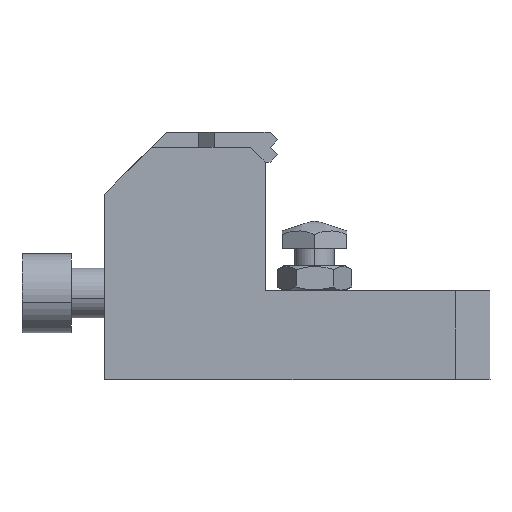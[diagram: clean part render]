
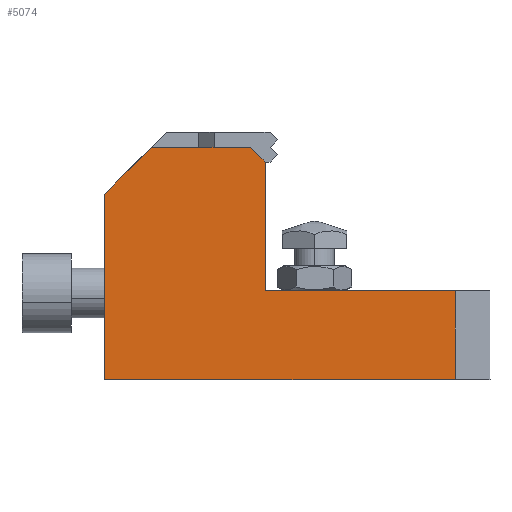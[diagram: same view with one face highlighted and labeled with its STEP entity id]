
A CAD part, front view. The second image highlights one B-rep face of the part: STEP entity #5074.
In plain terms, the highlighted planar face has unit normal (0, -1, 0).
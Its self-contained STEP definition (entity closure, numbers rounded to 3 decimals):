
#17 = VERTEX_POINT ( 'NONE', #3062 ) ;
#164 = DIRECTION ( 'NONE',  ( 0., -1., 0. ) ) ;
#177 = EDGE_CURVE ( 'NONE', #2935, #2360, #4607, .T. ) ;
#374 = DIRECTION ( 'NONE',  ( 0., 0., 1. ) ) ;
#483 = CARTESIAN_POINT ( 'NONE',  ( 9., -12.5, 32.5 ) ) ;
#495 = CARTESIAN_POINT ( 'NONE',  ( -52.5, -12.5, 47. ) ) ;
#754 = DIRECTION ( 'NONE',  ( -0.707, 0., 0.707 ) ) ;
#761 = EDGE_CURVE ( 'NONE', #17, #3420, #2973, .T. ) ;
#805 = CARTESIAN_POINT ( 'NONE',  ( 9., -12.5, 0. ) ) ;
#909 = EDGE_CURVE ( 'NONE', #4366, #2158, #3996, .T. ) ;
#1131 = CARTESIAN_POINT ( 'NONE',  ( -29.5, -12.5, 47. ) ) ;
#1133 = LINE ( 'NONE', #2740, #3361 ) ;
#1210 = VECTOR ( 'NONE', #4575, 1000. ) ;
#1331 = VECTOR ( 'NONE', #374, 1000. ) ;
#1408 = CARTESIAN_POINT ( 'NONE',  ( -29.5, -12.5, 44. ) ) ;
#1411 = DIRECTION ( 'NONE',  ( -1., 0., 0. ) ) ;
#1537 = LINE ( 'NONE', #1131, #1331 ) ;
#1603 = ORIENTED_EDGE ( 'NONE', *, *, #761, .T. ) ;
#1615 = LINE ( 'NONE', #4476, #4052 ) ;
#1702 = ORIENTED_EDGE ( 'NONE', *, *, #1958, .T. ) ;
#1810 = CARTESIAN_POINT ( 'NONE',  ( -52.5, -12.5, 47. ) ) ;
#1850 = EDGE_LOOP ( 'NONE', ( #3500, #1603, #4454, #3464, #2630, #1702, #1872, #4238 ) ) ;
#1872 = ORIENTED_EDGE ( 'NONE', *, *, #177, .T. ) ;
#1956 = DIRECTION ( 'NONE',  ( -1., 0., 0. ) ) ;
#1958 = EDGE_CURVE ( 'NONE', #2158, #2935, #4301, .T. ) ;
#2061 = EDGE_CURVE ( 'NONE', #2360, #3821, #1133, .T. ) ;
#2158 = VERTEX_POINT ( 'NONE', #495 ) ;
#2232 = CARTESIAN_POINT ( 'NONE',  ( -62., -12.5, 37.5 ) ) ;
#2316 = DIRECTION ( 'NONE',  ( 1., 0., 0. ) ) ;
#2360 = VERTEX_POINT ( 'NONE', #2913 ) ;
#2518 = LINE ( 'NONE', #483, #5108 ) ;
#2544 = EDGE_CURVE ( 'NONE', #3670, #4366, #1615, .T. ) ;
#2630 = ORIENTED_EDGE ( 'NONE', *, *, #909, .T. ) ;
#2740 = CARTESIAN_POINT ( 'NONE',  ( 16., -12.5, 0. ) ) ;
#2913 = CARTESIAN_POINT ( 'NONE',  ( -62., -12.5, 0. ) ) ;
#2935 = VERTEX_POINT ( 'NONE', #2232 ) ;
#2973 = LINE ( 'NONE', #3436, #4386 ) ;
#3062 = CARTESIAN_POINT ( 'NONE',  ( 9., -12.5, 18. ) ) ;
#3183 = VECTOR ( 'NONE', #1956, 1000. ) ;
#3283 = AXIS2_PLACEMENT_3D ( 'NONE', #4276, #164, #5134 ) ;
#3361 = VECTOR ( 'NONE', #2316, 1000. ) ;
#3420 = VERTEX_POINT ( 'NONE', #3530 ) ;
#3436 = CARTESIAN_POINT ( 'NONE',  ( -29.5, -12.5, 18. ) ) ;
#3464 = ORIENTED_EDGE ( 'NONE', *, *, #2544, .T. ) ;
#3500 = ORIENTED_EDGE ( 'NONE', *, *, #4013, .T. ) ;
#3530 = CARTESIAN_POINT ( 'NONE',  ( -29.5, -12.5, 18. ) ) ;
#3670 = VERTEX_POINT ( 'NONE', #1408 ) ;
#3804 = EDGE_CURVE ( 'NONE', #3420, #3670, #1537, .T. ) ;
#3821 = VERTEX_POINT ( 'NONE', #805 ) ;
#3897 = DIRECTION ( 'NONE',  ( -0.707, 0., -0.707 ) ) ;
#3996 = LINE ( 'NONE', #5230, #3183 ) ;
#4013 = EDGE_CURVE ( 'NONE', #3821, #17, #2518, .T. ) ;
#4052 = VECTOR ( 'NONE', #754, 1000. ) ;
#4238 = ORIENTED_EDGE ( 'NONE', *, *, #2061, .T. ) ;
#4276 = CARTESIAN_POINT ( 'NONE',  ( -49.5, -12.5, 32.5 ) ) ;
#4301 = LINE ( 'NONE', #1810, #4314 ) ;
#4314 = VECTOR ( 'NONE', #3897, 1000. ) ;
#4366 = VERTEX_POINT ( 'NONE', #4589 ) ;
#4386 = VECTOR ( 'NONE', #1411, 1000. ) ;
#4454 = ORIENTED_EDGE ( 'NONE', *, *, #3804, .T. ) ;
#4476 = CARTESIAN_POINT ( 'NONE',  ( -29.5, -12.5, 44. ) ) ;
#4575 = DIRECTION ( 'NONE',  ( 0., 0., -1. ) ) ;
#4589 = CARTESIAN_POINT ( 'NONE',  ( -32.5, -12.5, 47. ) ) ;
#4607 = LINE ( 'NONE', #4956, #1210 ) ;
#4708 = PLANE ( 'NONE',  #3283 ) ;
#4956 = CARTESIAN_POINT ( 'NONE',  ( -62., -12.5, 32.5 ) ) ;
#4993 = DIRECTION ( 'NONE',  ( 0., 0., 1. ) ) ;
#5029 = FACE_OUTER_BOUND ( 'NONE', #1850, .T. ) ;
#5074 = ADVANCED_FACE ( 'NONE', ( #5029 ), #4708, .T. ) ;
#5108 = VECTOR ( 'NONE', #4993, 1000. ) ;
#5134 = DIRECTION ( 'NONE',  ( 1., 0., 0. ) ) ;
#5230 = CARTESIAN_POINT ( 'NONE',  ( -49.5, -12.5, 47. ) ) ;
